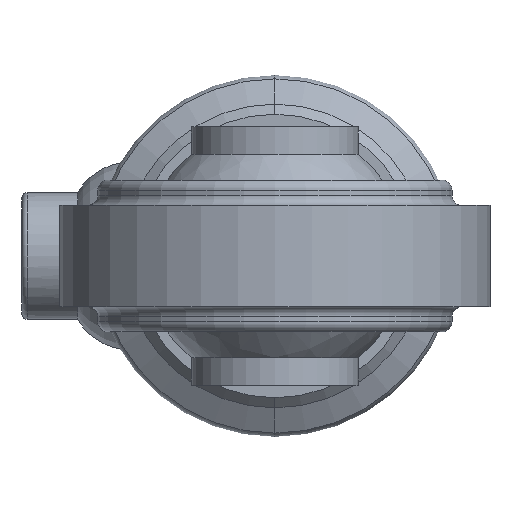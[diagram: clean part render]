
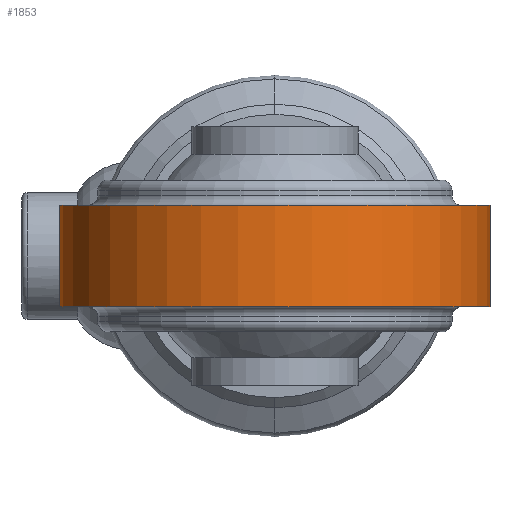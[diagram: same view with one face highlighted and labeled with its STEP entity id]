
A CAD part, left-side view. The second image highlights one B-rep face of the part: STEP entity #1853.
In plain terms, the highlighted cylindrical face has radius 42.5 mm (diameter 85 mm), a partial arc.
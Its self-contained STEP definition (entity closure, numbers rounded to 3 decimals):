
#25 = DIRECTION ( 'NONE',  ( 0., 1., 0. ) ) ;
#30 = EDGE_LOOP ( 'NONE', ( #2924, #3008, #2737, #2681 ) ) ;
#32 = CARTESIAN_POINT ( 'NONE',  ( -98., -42.5, -15. ) ) ;
#195 = VERTEX_POINT ( 'NONE', #718 ) ;
#375 = DIRECTION ( 'NONE',  ( 0., 0., -1. ) ) ;
#718 = CARTESIAN_POINT ( 'NONE',  ( -98., -42.5, 10. ) ) ;
#813 = VECTOR ( 'NONE', #3306, 1000. ) ;
#1169 = CARTESIAN_POINT ( 'NONE',  ( -98., -42.5, -10. ) ) ;
#1297 = DIRECTION ( 'NONE',  ( 0., 1., 0. ) ) ;
#1397 = CIRCLE ( 'NONE', #3297, 42.5 ) ;
#1450 = EDGE_CURVE ( 'NONE', #4678, #195, #1397, .T. ) ;
#1456 = AXIS2_PLACEMENT_3D ( 'NONE', #4784, #1910, #1297 ) ;
#1620 = EDGE_CURVE ( 'NONE', #3333, #4678, #2172, .T. ) ;
#1765 = CARTESIAN_POINT ( 'NONE',  ( -98., 42.5, 10. ) ) ;
#1853 = ADVANCED_FACE ( 'NONE', ( #3707 ), #3902, .T. ) ;
#1910 = DIRECTION ( 'NONE',  ( 0., 0., 1. ) ) ;
#1995 = VECTOR ( 'NONE', #3519, 1000. ) ;
#2172 = LINE ( 'NONE', #3677, #1995 ) ;
#2681 = ORIENTED_EDGE ( 'NONE', *, *, #1620, .F. ) ;
#2737 = ORIENTED_EDGE ( 'NONE', *, *, #1450, .F. ) ;
#2920 = CARTESIAN_POINT ( 'NONE',  ( -98., 0., 10. ) ) ;
#2924 = ORIENTED_EDGE ( 'NONE', *, *, #3019, .F. ) ;
#2947 = VERTEX_POINT ( 'NONE', #1169 ) ;
#3008 = ORIENTED_EDGE ( 'NONE', *, *, #3351, .T. ) ;
#3019 = EDGE_CURVE ( 'NONE', #2947, #3333, #4523, .T. ) ;
#3064 = DIRECTION ( 'NONE',  ( 0., 0., 1. ) ) ;
#3297 = AXIS2_PLACEMENT_3D ( 'NONE', #2920, #3064, #25 ) ;
#3306 = DIRECTION ( 'NONE',  ( 0., 0., 1. ) ) ;
#3333 = VERTEX_POINT ( 'NONE', #4046 ) ;
#3351 = EDGE_CURVE ( 'NONE', #2947, #195, #3885, .T. ) ;
#3519 = DIRECTION ( 'NONE',  ( 0., 0., 1. ) ) ;
#3615 = DIRECTION ( 'NONE',  ( 0., -1., 0. ) ) ;
#3677 = CARTESIAN_POINT ( 'NONE',  ( -98., 42.5, -15. ) ) ;
#3707 = FACE_OUTER_BOUND ( 'NONE', #30, .T. ) ;
#3885 = LINE ( 'NONE', #32, #813 ) ;
#3902 = CYLINDRICAL_SURFACE ( 'NONE', #1456, 42.5 ) ;
#4000 = CARTESIAN_POINT ( 'NONE',  ( -98., 0., -10. ) ) ;
#4046 = CARTESIAN_POINT ( 'NONE',  ( -98., 42.5, -10. ) ) ;
#4523 = CIRCLE ( 'NONE', #4809, 42.5 ) ;
#4678 = VERTEX_POINT ( 'NONE', #1765 ) ;
#4784 = CARTESIAN_POINT ( 'NONE',  ( -98., 0., -15. ) ) ;
#4809 = AXIS2_PLACEMENT_3D ( 'NONE', #4000, #375, #3615 ) ;
